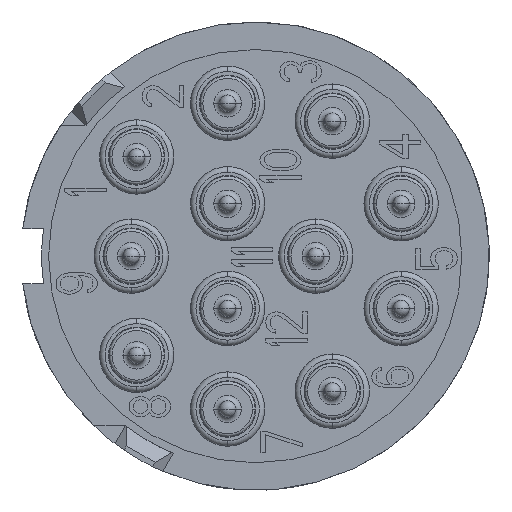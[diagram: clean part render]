
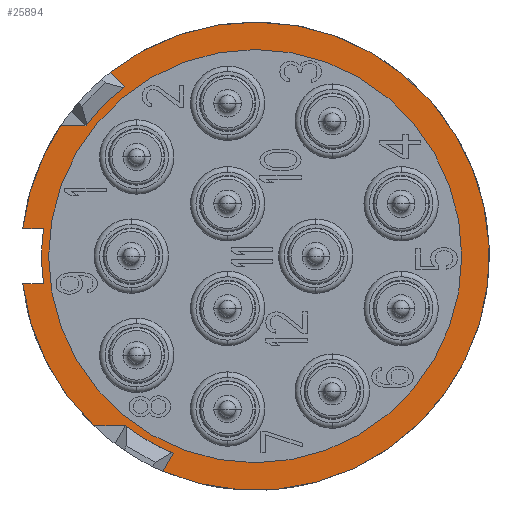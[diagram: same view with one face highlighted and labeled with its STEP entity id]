
A CAD part, front view. The second image highlights one B-rep face of the part: STEP entity #25894.
In plain terms, the highlighted planar face has unit normal (0, -1, 0).
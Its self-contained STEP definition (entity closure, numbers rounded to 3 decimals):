
#1997=DIRECTION('',(-0.707,0.,0.707));
#1998=VECTOR('',#1997,0.756);
#1999=CARTESIAN_POINT('',(-4.727,-6.9,6.141));
#2000=LINE('',#1999,#1998);
#2001=DIRECTION('',(0.5,0.,0.866));
#2002=VECTOR('',#2001,0.756);
#2003=CARTESIAN_POINT('',(-3.354,-6.9,-7.81));
#2004=LINE('',#2003,#2002);
#2005=CARTESIAN_POINT('',(0.,-6.9,0.));
#2006=DIRECTION('',(0.,-1.,0.));
#2007=DIRECTION('',(-0.608,0.,-0.794));
#2008=AXIS2_PLACEMENT_3D('',#2005,#2006,#2007);
#2010=DIRECTION('',(-1.,0.,0.));
#2011=VECTOR('',#2010,1.153);
#2012=CARTESIAN_POINT('',(-4.709,-6.9,-6.156));
#2013=LINE('',#2012,#2011);
#2014=DIRECTION('',(1.,0.,0.));
#2015=VECTOR('',#2014,0.756);
#2016=CARTESIAN_POINT('',(-8.441,-6.9,-1.));
#2017=LINE('',#2016,#2015);
#2018=CARTESIAN_POINT('',(0.,-6.9,0.));
#2019=DIRECTION('',(0.,-1.,0.));
#2020=DIRECTION('',(-0.992,0.,0.129));
#2021=AXIS2_PLACEMENT_3D('',#2018,#2019,#2020);
#2023=DIRECTION('',(-1.,0.,0.));
#2024=VECTOR('',#2023,0.756);
#2025=CARTESIAN_POINT('',(-7.685,-6.9,1.));
#2026=LINE('',#2025,#2024);
#2027=DIRECTION('',(1.,0.,0.));
#2028=VECTOR('',#2027,0.923);
#2029=CARTESIAN_POINT('',(-7.064,-6.9,4.727));
#2030=LINE('',#2029,#2028);
#2031=CARTESIAN_POINT('',(0.,-6.9,0.));
#2032=DIRECTION('',(0.,-1.,0.));
#2033=DIRECTION('',(-0.61,0.,0.792));
#2034=AXIS2_PLACEMENT_3D('',#2031,#2032,#2033);
#2036=CARTESIAN_POINT('',(0.,-6.9,0.));
#2037=DIRECTION('',(0.,1.,0.));
#2038=DIRECTION('',(1.,0.,0.));
#2039=AXIS2_PLACEMENT_3D('',#2036,#2037,#2038);
#2041=CARTESIAN_POINT('',(0.,-6.9,0.));
#2042=DIRECTION('',(0.,1.,0.));
#2043=DIRECTION('',(-1.,0.,0.));
#2044=AXIS2_PLACEMENT_3D('',#2041,#2042,#2043);
#14556=CARTESIAN_POINT('',(0.,-6.9,0.));
#14557=DIRECTION('',(0.,1.,0.));
#14558=DIRECTION('',(-0.619,0.,0.785));
#14559=AXIS2_PLACEMENT_3D('',#14556,#14557,#14558);
#14676=CARTESIAN_POINT('',(0.,-6.9,0.));
#14677=DIRECTION('',(0.,1.,0.));
#14678=DIRECTION('',(-0.993,0.,0.118));
#14679=AXIS2_PLACEMENT_3D('',#14676,#14677,#14678);
#14711=CARTESIAN_POINT('',(0.,-6.9,0.));
#14712=DIRECTION('',(0.,1.,0.));
#14713=DIRECTION('',(-0.69,0.,-0.724));
#14714=AXIS2_PLACEMENT_3D('',#14711,#14712,#14713);
#19302=CARTESIAN_POINT('',(7.5,-6.9,0.));
#19303=CARTESIAN_POINT('',(-7.5,-6.9,0.));
#19304=VERTEX_POINT('',#19302);
#19305=VERTEX_POINT('',#19303);
#19374=CARTESIAN_POINT('',(-4.727,-6.9,6.141));
#19375=CARTESIAN_POINT('',(-5.262,-6.9,6.676));
#19376=VERTEX_POINT('',#19374);
#19377=VERTEX_POINT('',#19375);
#19378=CARTESIAN_POINT('',(-7.064,-6.9,4.727));
#19379=CARTESIAN_POINT('',(-6.141,-6.9,4.727));
#19380=VERTEX_POINT('',#19378);
#19381=VERTEX_POINT('',#19379);
#19382=CARTESIAN_POINT('',(-7.685,-6.9,1.));
#19383=CARTESIAN_POINT('',(-8.441,-6.9,1.));
#19384=VERTEX_POINT('',#19382);
#19385=VERTEX_POINT('',#19383);
#19386=CARTESIAN_POINT('',(-8.441,-6.9,-1.));
#19387=CARTESIAN_POINT('',(-7.685,-6.9,-1.));
#19388=VERTEX_POINT('',#19386);
#19389=VERTEX_POINT('',#19387);
#19390=CARTESIAN_POINT('',(-4.709,-6.9,-6.156));
#19391=CARTESIAN_POINT('',(-2.977,-6.9,-7.156));
#19392=VERTEX_POINT('',#19390);
#19393=VERTEX_POINT('',#19391);
#19394=CARTESIAN_POINT('',(-5.862,-6.9,-6.156));
#19395=VERTEX_POINT('',#19394);
#19396=CARTESIAN_POINT('',(-3.354,-6.9,-7.81));
#19397=VERTEX_POINT('',#19396);
#25859=CARTESIAN_POINT('',(0.,-6.9,0.));
#25860=DIRECTION('',(0.,-1.,0.));
#25861=DIRECTION('',(1.,0.,0.));
#25862=AXIS2_PLACEMENT_3D('',#25859,#25860,#25861);
#25863=PLANE('',#25862);
#25865=ORIENTED_EDGE('',*,*,#25864,.T.);
#25867=ORIENTED_EDGE('',*,*,#25866,.T.);
#25869=ORIENTED_EDGE('',*,*,#25868,.T.);
#25871=ORIENTED_EDGE('',*,*,#25870,.F.);
#25873=ORIENTED_EDGE('',*,*,#25872,.T.);
#25875=ORIENTED_EDGE('',*,*,#25874,.T.);
#25877=ORIENTED_EDGE('',*,*,#25876,.T.);
#25879=ORIENTED_EDGE('',*,*,#25878,.F.);
#25881=ORIENTED_EDGE('',*,*,#25880,.T.);
#25883=ORIENTED_EDGE('',*,*,#25882,.T.);
#25885=ORIENTED_EDGE('',*,*,#25884,.T.);
#25887=ORIENTED_EDGE('',*,*,#25886,.F.);
#25888=EDGE_LOOP('',(#25865,#25867,#25869,#25871,#25873,#25875,#25877,#25879,
#25881,#25883,#25885,#25887));
#25889=FACE_OUTER_BOUND('',#25888,.F.);
#25890=ORIENTED_EDGE('',*,*,#25839,.F.);
#25891=ORIENTED_EDGE('',*,*,#25853,.F.);
#25892=EDGE_LOOP('',(#25890,#25891));
#25893=FACE_BOUND('',#25892,.F.);
#2009=CIRCLE('',#2008,7.75);
#2022=CIRCLE('',#2021,7.75);
#2035=CIRCLE('',#2034,7.75);
#2040=CIRCLE('',#2039,7.5);
#2045=CIRCLE('',#2044,7.5);
#14560=CIRCLE('',#14559,8.5);
#14680=CIRCLE('',#14679,8.5);
#14715=CIRCLE('',#14714,8.5);
#25839=EDGE_CURVE('',#19304,#19305,#2040,.T.);
#25853=EDGE_CURVE('',#19305,#19304,#2045,.T.);
#25864=EDGE_CURVE('',#19376,#19377,#2000,.T.);
#25866=EDGE_CURVE('',#19377,#19397,#14560,.T.);
#25868=EDGE_CURVE('',#19397,#19393,#2004,.T.);
#25870=EDGE_CURVE('',#19392,#19393,#2009,.T.);
#25872=EDGE_CURVE('',#19392,#19395,#2013,.T.);
#25874=EDGE_CURVE('',#19395,#19388,#14715,.T.);
#25876=EDGE_CURVE('',#19388,#19389,#2017,.T.);
#25878=EDGE_CURVE('',#19384,#19389,#2022,.T.);
#25880=EDGE_CURVE('',#19384,#19385,#2026,.T.);
#25882=EDGE_CURVE('',#19385,#19380,#14680,.T.);
#25884=EDGE_CURVE('',#19380,#19381,#2030,.T.);
#25886=EDGE_CURVE('',#19376,#19381,#2035,.T.);
#25894=ADVANCED_FACE('',(#25889,#25893),#25863,.T.);
